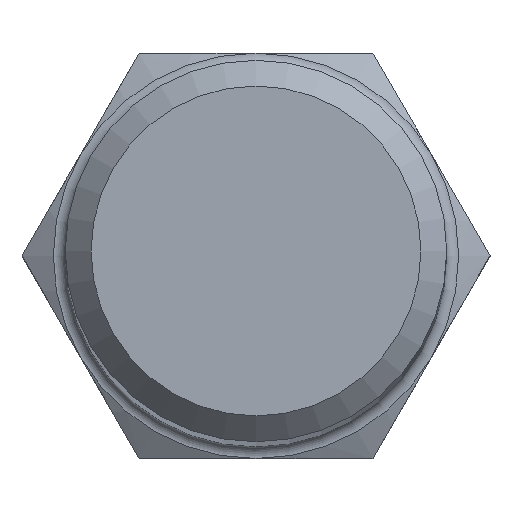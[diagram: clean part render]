
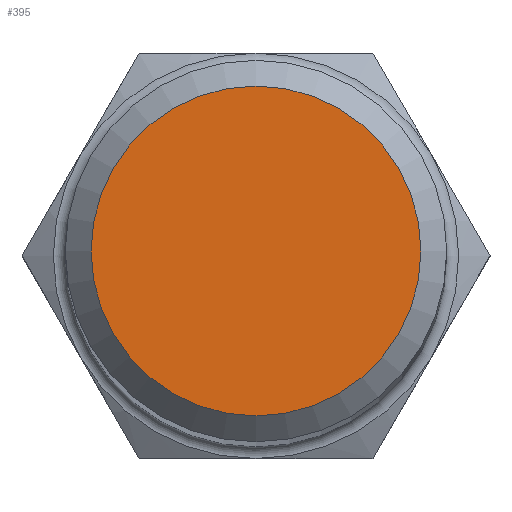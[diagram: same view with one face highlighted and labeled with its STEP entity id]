
A CAD part, top view. The second image highlights one B-rep face of the part: STEP entity #395.
In plain terms, the highlighted planar face has unit normal (0, 0, 1).
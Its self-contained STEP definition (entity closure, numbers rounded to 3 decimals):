
#55=PLANE('',#469);
#98=FACE_OUTER_BOUND('',#126,.T.);
#126=EDGE_LOOP('',(#313));
#160=CIRCLE('',#463,6.918);
#190=VERTEX_POINT('',#683);
#232=EDGE_CURVE('',#190,#190,#160,.T.);
#313=ORIENTED_EDGE('',*,*,#232,.T.);
#395=ADVANCED_FACE('',(#98),#55,.T.);
#463=AXIS2_PLACEMENT_3D('',#685,#548,#549);
#469=AXIS2_PLACEMENT_3D('',#695,#561,#562);
#548=DIRECTION('center_axis',(0.,0.,1.));
#549=DIRECTION('ref_axis',(-1.,0.,0.));
#561=DIRECTION('center_axis',(0.,0.,1.));
#562=DIRECTION('ref_axis',(-1.,0.,0.));
#683=CARTESIAN_POINT('',(6.918,0.,145.));
#685=CARTESIAN_POINT('Origin',(0.,0.,145.));
#695=CARTESIAN_POINT('Origin',(-3.459,0.,145.));
